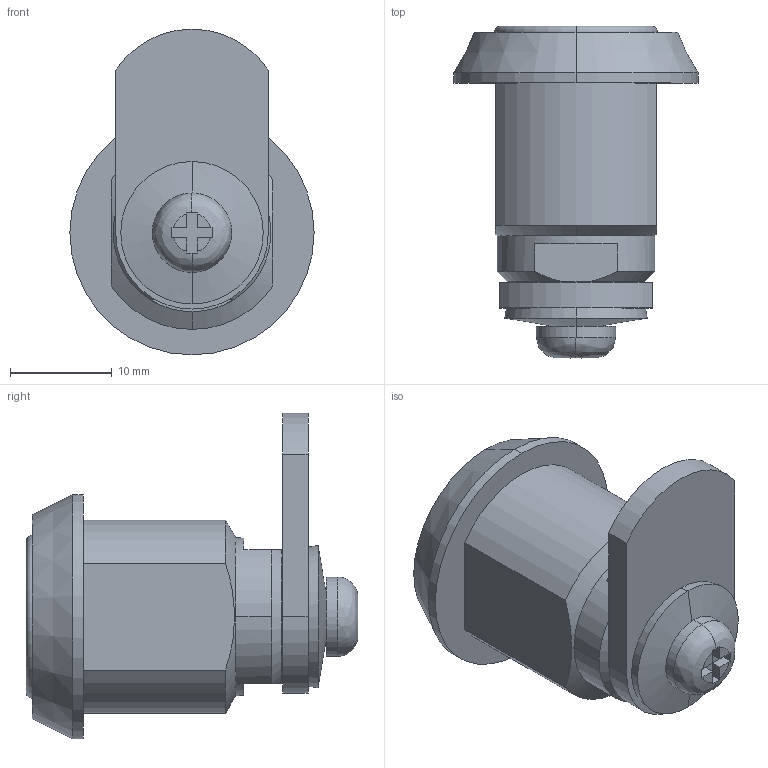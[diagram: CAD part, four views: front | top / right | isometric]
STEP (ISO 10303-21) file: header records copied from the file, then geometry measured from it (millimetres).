
FILE_DESCRIPTION((''),'2;1');
FILE_NAME('25300DS_ASM','2022-02-16T08:53:24',('SNRD'),(''),'CREO PARAMETRIC BY PTC INC, 2018500','CREO PARAMETRIC BY PTC INC, 2018500','');
FILE_SCHEMA(('CONFIG_CONTROL_DESIGN'));
Length unit declared in the file: millimetre
Products named in the file (8): 251166; 245253; 126015; 167104; 129895; 238401; 285199; 25300DS_ASM
Assembly tree (7 placements, depth 2):
  25300DS_ASM
    251166
    245253
    126015
    167104
    129895
    238401
    285199
Bounding box: 24 x 32.6 x 32 mm (x, y, z)
Volume: 10246.5 mm3; surface area: 5884.4 mm2
Topology: 7 solids, 7 shells, 218 faces, 565 edges, 368 vertices
Faces by surface type: plane 105, cylinder 70, cone 20, torus 20, bspline 3
Entity records: 7171 total; most frequent: CARTESIAN_POINT 1548, DIRECTION 1192, ORIENTED_EDGE 1130, EDGE_CURVE 565, AXIS2_PLACEMENT_3D 446, VERTEX_POINT 368, VECTOR 300, LINE 300
